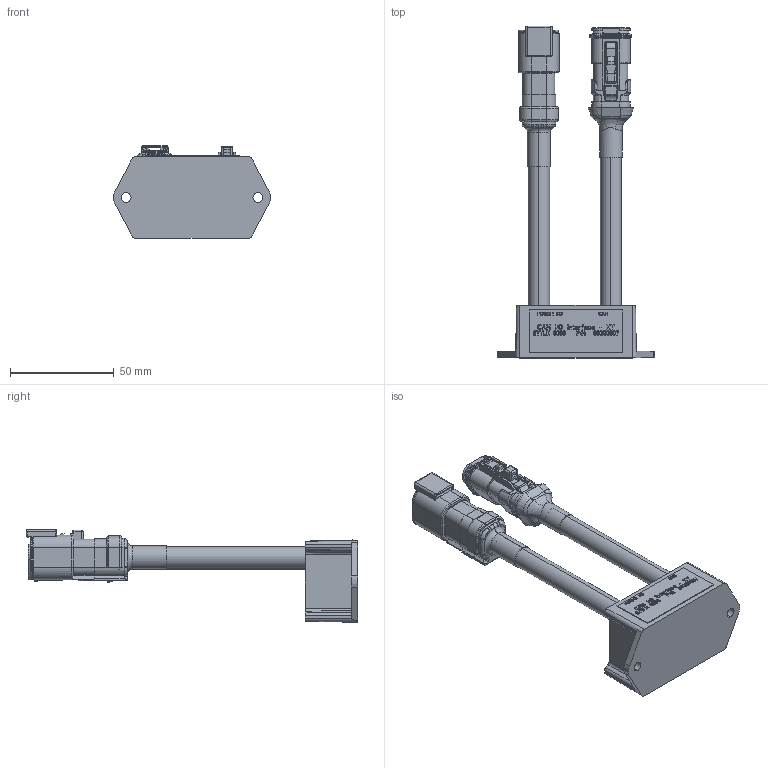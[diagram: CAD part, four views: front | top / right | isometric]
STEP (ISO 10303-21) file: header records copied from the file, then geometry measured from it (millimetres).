
FILE_DESCRIPTION((''),'2;1');
FILE_NAME('C47179_MODEL_ASM','2015-01-07T',('mhart'),(''),'PRO/ENGINEER BY PARAMETRIC TECHNOLOGY CORPORATION, 2011310','PRO/ENGINEER BY PARAMETRIC TECHNOLOGY CORPORATION, 2011310','');
FILE_SCHEMA(('CONFIG_CONTROL_DESIGN','SHAPE_APPEARANCE_LAYERS_GROUPS'));
Length unit declared in the file: inch
Products named in the file (8): BF-150201; HEATSHRINK_DTM04-6P-E005; DTM04-6P-E005; HEATSHRINK_DT06-3S-EP11; DT06-3S-EP11; BF-150201_POTTING; A47180_LABEL; C47179_MODEL_ASM
Assembly tree (7 placements, depth 2):
  C47179_MODEL_ASM
    BF-150201
    HEATSHRINK_DTM04-6P-E005
    DTM04-6P-E005
    HEATSHRINK_DT06-3S-EP11
    DT06-3S-EP11
    BF-150201_POTTING
    A47180_LABEL
Bounding box: 75.85 x 160.05 x 44.64 mm (x, y, z)
Volume: 19646.9 mm3; surface area: 47015.4 mm2
Topology: 5 solids, 433 shells, 2503 faces, 8397 edges, 6370 vertices
Faces by surface type: plane 1832, cylinder 372, torus 139, bspline 81, cone 61, sphere 18
Entity records: 104007 total; most frequent: CARTESIAN_POINT 29107, ORIENTED_EDGE 14006, DIRECTION 13943, EDGE_CURVE 8383, VECTOR 6623, LINE 6623, VERTEX_POINT 6370, AXIS2_PLACEMENT_3D 3660
